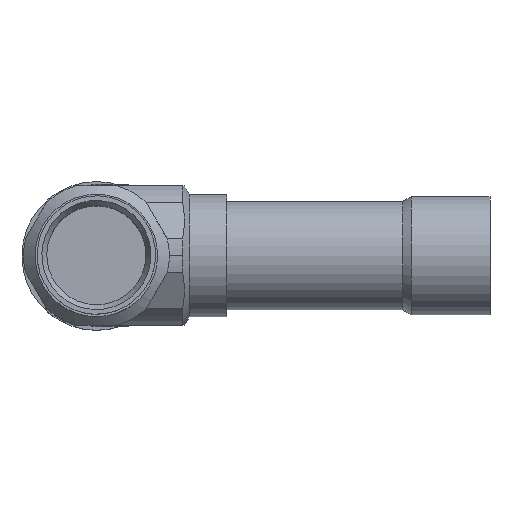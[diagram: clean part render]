
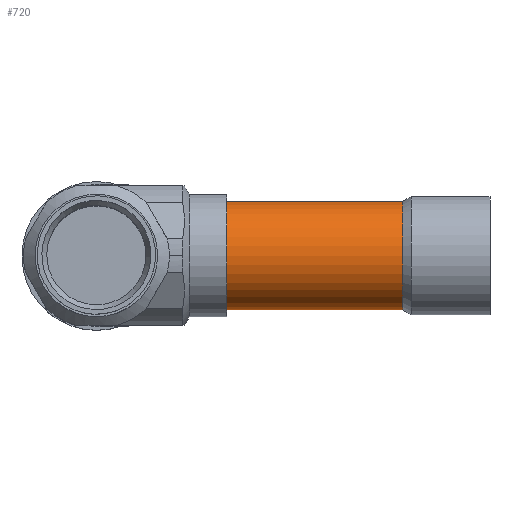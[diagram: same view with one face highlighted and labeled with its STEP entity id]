
A CAD part, top view. The second image highlights one B-rep face of the part: STEP entity #720.
In plain terms, the highlighted cylindrical face has radius 17.5 mm (diameter 35 mm), a full revolution.
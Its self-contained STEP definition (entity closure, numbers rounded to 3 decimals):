
#670=CARTESIAN_POINT('',(12.823,-2.941,123.));
#671=DIRECTION('',(-1.,0.,0.));
#672=DIRECTION('',(0.,0.,-1.));
#673=AXIS2_PLACEMENT_3D('',#670,#671,#672);
#674=CYLINDRICAL_SURFACE('',#673,17.5);
#675=CARTESIAN_POINT('',(22.823,-2.941,105.5));
#676=VERTEX_POINT('',#675);
#677=CARTESIAN_POINT('',(79.65,-2.941,105.5));
#678=VERTEX_POINT('',#677);
#679=CARTESIAN_POINT('',(22.823,-2.941,105.5));
#680=DIRECTION('',(1.,-0.,-0.));
#681=VECTOR('',#680,56.827);
#682=LINE('',#679,#681);
#683=EDGE_CURVE('',#676,#678,#682,.T.);
#684=ORIENTED_EDGE('',*,*,#683,.T.);
#685=CARTESIAN_POINT('',(79.65,-2.941,140.5));
#686=VERTEX_POINT('',#685);
#687=CARTESIAN_POINT('',(79.65,-2.941,123.));
#688=DIRECTION('',(-1.,0.,0.));
#689=DIRECTION('',(0.,0.,-1.));
#690=AXIS2_PLACEMENT_3D('',#687,#688,#689);
#691=CIRCLE('',#690,17.5);
#692=EDGE_CURVE('',#678,#686,#691,.T.);
#693=ORIENTED_EDGE('',*,*,#692,.T.);
#694=CARTESIAN_POINT('',(79.65,-2.941,123.));
#695=DIRECTION('',(-1.,0.,0.));
#696=DIRECTION('',(0.,0.,-1.));
#697=AXIS2_PLACEMENT_3D('',#694,#695,#696);
#698=CIRCLE('',#697,17.5);
#699=EDGE_CURVE('',#686,#678,#698,.T.);
#700=ORIENTED_EDGE('',*,*,#699,.T.);
#701=ORIENTED_EDGE('',*,*,#683,.F.);
#702=CARTESIAN_POINT('',(22.823,-2.941,140.5));
#703=VERTEX_POINT('',#702);
#704=CARTESIAN_POINT('',(22.823,-2.941,123.));
#705=DIRECTION('',(1.,-0.,-0.));
#706=DIRECTION('',(0.,0.,-1.));
#707=AXIS2_PLACEMENT_3D('',#704,#705,#706);
#708=CIRCLE('',#707,17.5);
#709=EDGE_CURVE('',#676,#703,#708,.T.);
#710=ORIENTED_EDGE('',*,*,#709,.T.);
#711=CARTESIAN_POINT('',(22.823,-2.941,123.));
#712=DIRECTION('',(1.,-0.,-0.));
#713=DIRECTION('',(0.,0.,-1.));
#714=AXIS2_PLACEMENT_3D('',#711,#712,#713);
#715=CIRCLE('',#714,17.5);
#716=EDGE_CURVE('',#703,#676,#715,.T.);
#717=ORIENTED_EDGE('',*,*,#716,.T.);
#718=EDGE_LOOP('',(#684,#693,#700,#701,#710,#717));
#719=FACE_BOUND('',#718,.T.);
#720=ADVANCED_FACE('',(#719),#674,.T.);
